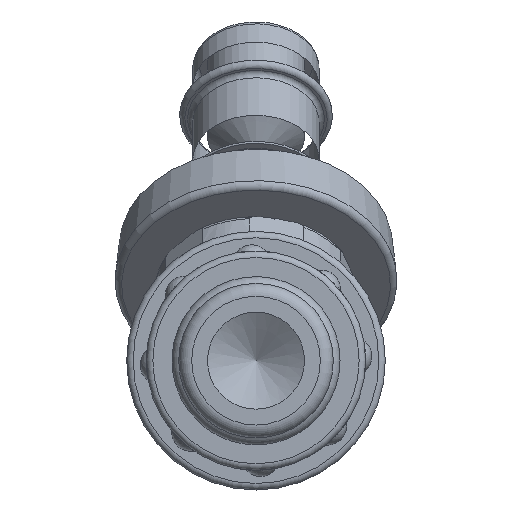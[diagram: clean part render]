
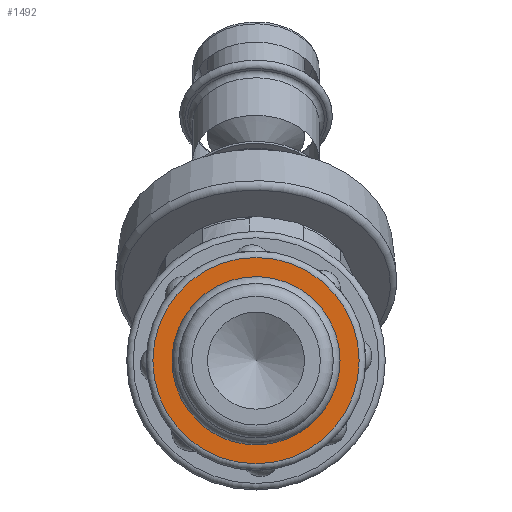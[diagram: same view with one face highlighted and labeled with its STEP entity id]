
A CAD part, left-side view. The second image highlights one B-rep face of the part: STEP entity #1492.
In plain terms, the highlighted planar face has unit normal (-1, 0, 0).
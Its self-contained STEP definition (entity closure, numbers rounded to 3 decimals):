
#97=FACE_BOUND('',#310,.T.);
#113=PLANE('',#1663);
#196=FACE_OUTER_BOUND('',#309,.T.);
#309=EDGE_LOOP('',(#1093));
#310=EDGE_LOOP('',(#1094));
#500=CIRCLE('',#1601,5.975);
#532=CIRCLE('',#1649,7.975);
#620=VERTEX_POINT('',#2334);
#646=VERTEX_POINT('',#2414);
#763=EDGE_CURVE('',#620,#620,#500,.T.);
#801=EDGE_CURVE('',#646,#646,#532,.T.);
#1093=ORIENTED_EDGE('',*,*,#801,.F.);
#1094=ORIENTED_EDGE('',*,*,#763,.F.);
#1492=ADVANCED_FACE('',(#196,#97),#113,.T.);
#1601=AXIS2_PLACEMENT_3D('',#2335,#1858,#1859);
#1649=AXIS2_PLACEMENT_3D('',#2415,#1960,#1961);
#1663=AXIS2_PLACEMENT_3D('',#2728,#1991,#1992);
#1858=DIRECTION('center_axis',(-1.,0.,0.));
#1859=DIRECTION('ref_axis',(0.,1.,0.));
#1960=DIRECTION('center_axis',(1.,0.,0.));
#1961=DIRECTION('ref_axis',(0.,0.,
-1.));
#1991=DIRECTION('center_axis',(-1.,0.,0.));
#1992=DIRECTION('ref_axis',(0.,-1.,0.));
#2334=CARTESIAN_POINT('',(8.575,-5.975,0.));
#2335=CARTESIAN_POINT('Origin',(8.575,0.,0.));
#2414=CARTESIAN_POINT('',(8.575,7.975,0.));
#2415=CARTESIAN_POINT('Origin',(8.575,0.,0.));
#2728=CARTESIAN_POINT('Origin',(8.575,0.,
6.75));
